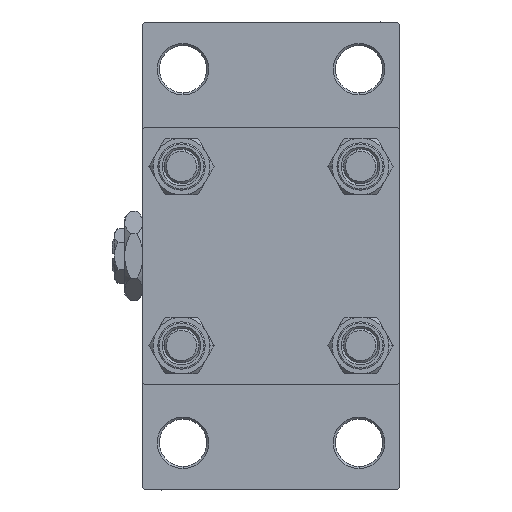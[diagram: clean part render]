
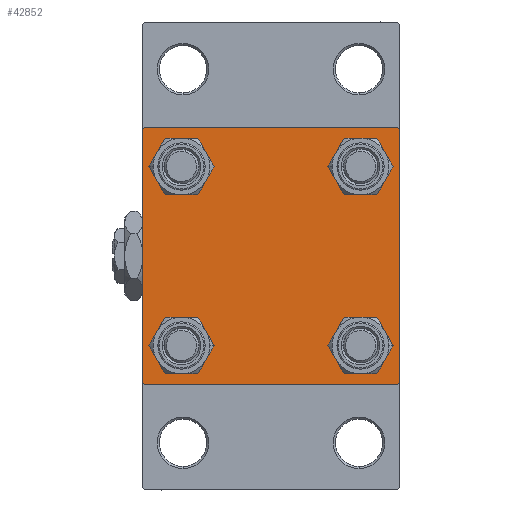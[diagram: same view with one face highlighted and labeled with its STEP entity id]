
A CAD part, left-side view. The second image highlights one B-rep face of the part: STEP entity #42852.
In plain terms, the highlighted planar face has unit normal (-1, 0, 0).
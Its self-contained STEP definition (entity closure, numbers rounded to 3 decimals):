
#776 = CARTESIAN_POINT ( 'NONE',  ( 0., -29.5, 30. ) ) ;
#852 = VERTEX_POINT ( 'NONE', #34222 ) ;
#1060 = EDGE_CURVE ( 'NONE', #49407, #23649, #20126, .T. ) ;
#1560 = VERTEX_POINT ( 'NONE', #10739 ) ;
#1762 = CIRCLE ( 'NONE', #17814, 4.5 ) ;
#1901 = VERTEX_POINT ( 'NONE', #28421 ) ;
#2409 = DIRECTION ( 'NONE',  ( 0., 0., 1. ) ) ;
#2477 = DIRECTION ( 'NONE',  ( 0., 0.707, 0.707 ) ) ;
#2530 = DIRECTION ( 'NONE',  ( 0., 0., -1. ) ) ;
#3307 = DIRECTION ( 'NONE',  ( 1., 0., 0. ) ) ;
#3536 = ORIENTED_EDGE ( 'NONE', *, *, #12032, .T. ) ;
#3603 = EDGE_LOOP ( 'NONE', ( #22191, #18686 ) ) ;
#4028 = VECTOR ( 'NONE', #2530, 1000. ) ;
#4268 = VERTEX_POINT ( 'NONE', #22343 ) ;
#4627 = CIRCLE ( 'NONE', #38370, 4.5 ) ;
#4780 = CARTESIAN_POINT ( 'NONE',  ( 0., 29.75, -29.75 ) ) ;
#6046 = FACE_BOUND ( 'NONE', #21743, .T. ) ;
#6305 = EDGE_CURVE ( 'NONE', #852, #4268, #10355, .T. ) ;
#9046 = VECTOR ( 'NONE', #36813, 1000. ) ;
#9574 = CARTESIAN_POINT ( 'NONE',  ( 0., 0., 0. ) ) ;
#9914 = VECTOR ( 'NONE', #27831, 1000. ) ;
#10355 = LINE ( 'NONE', #25692, #18429 ) ;
#10552 = VERTEX_POINT ( 'NONE', #41717 ) ;
#10620 = CARTESIAN_POINT ( 'NONE',  ( 0., -20.85, -16.35 ) ) ;
#10638 = DIRECTION ( 'NONE',  ( 1., 0., 0. ) ) ;
#10689 = CARTESIAN_POINT ( 'NONE',  ( 0., -20.85, 20.85 ) ) ;
#10724 = EDGE_CURVE ( 'NONE', #1560, #48635, #30640, .T. ) ;
#10739 = CARTESIAN_POINT ( 'NONE',  ( 0., -20.85, -25.35 ) ) ;
#11108 = ORIENTED_EDGE ( 'NONE', *, *, #42129, .F. ) ;
#11118 = CARTESIAN_POINT ( 'NONE',  ( 0., 20.85, -20.85 ) ) ;
#12032 = EDGE_CURVE ( 'NONE', #31726, #31298, #42599, .T. ) ;
#12190 = DIRECTION ( 'NONE',  ( 0., 0., 1. ) ) ;
#12434 = EDGE_CURVE ( 'NONE', #4268, #49407, #37485, .T. ) ;
#12516 = CARTESIAN_POINT ( 'NONE',  ( 0., -29.75, -29.75 ) ) ;
#13473 = EDGE_CURVE ( 'NONE', #43034, #42707, #44244, .T. ) ;
#14588 = FACE_OUTER_BOUND ( 'NONE', #42335, .T. ) ;
#14771 = EDGE_LOOP ( 'NONE', ( #26974, #21504 ) ) ;
#14958 = EDGE_LOOP ( 'NONE', ( #3536, #23171 ) ) ;
#15145 = CARTESIAN_POINT ( 'NONE',  ( 0., 20.85, 25.35 ) ) ;
#15530 = CARTESIAN_POINT ( 'NONE',  ( 0., 29.5, -30. ) ) ;
#16123 = AXIS2_PLACEMENT_3D ( 'NONE', #11118, #10638, #44842 ) ;
#16278 = LINE ( 'NONE', #12516, #9914 ) ;
#16324 = CARTESIAN_POINT ( 'NONE',  ( 0., -20.85, -20.85 ) ) ;
#16408 = LINE ( 'NONE', #39541, #33262 ) ;
#17044 = AXIS2_PLACEMENT_3D ( 'NONE', #16324, #31653, #47002 ) ;
#17633 = CARTESIAN_POINT ( 'NONE',  ( 0., 30., 30. ) ) ;
#17814 = AXIS2_PLACEMENT_3D ( 'NONE', #45392, #33103, #2409 ) ;
#17852 = ORIENTED_EDGE ( 'NONE', *, *, #47520, .T. ) ;
#17860 = FACE_BOUND ( 'NONE', #3603, .T. ) ;
#18258 = EDGE_CURVE ( 'NONE', #48317, #10552, #4627, .T. ) ;
#18429 = VECTOR ( 'NONE', #41024, 1000. ) ;
#18580 = CARTESIAN_POINT ( 'NONE',  ( 0., -20.85, -20.85 ) ) ;
#18686 = ORIENTED_EDGE ( 'NONE', *, *, #30429, .T. ) ;
#19123 = VERTEX_POINT ( 'NONE', #41601 ) ;
#19210 = DIRECTION ( 'NONE',  ( 1., 0., 0. ) ) ;
#19450 = AXIS2_PLACEMENT_3D ( 'NONE', #9574, #40261, #21873 ) ;
#19958 = ORIENTED_EDGE ( 'NONE', *, *, #33714, .T. ) ;
#20126 = LINE ( 'NONE', #4780, #20665 ) ;
#20665 = VECTOR ( 'NONE', #35479, 1000. ) ;
#20885 = ORIENTED_EDGE ( 'NONE', *, *, #21042, .T. ) ;
#21042 = EDGE_CURVE ( 'NONE', #48635, #1560, #35263, .T. ) ;
#21085 = CIRCLE ( 'NONE', #37129, 4.5 ) ;
#21504 = ORIENTED_EDGE ( 'NONE', *, *, #18258, .T. ) ;
#21639 = EDGE_CURVE ( 'NONE', #31298, #31726, #41699, .T. ) ;
#21743 = EDGE_LOOP ( 'NONE', ( #20885, #31744 ) ) ;
#21843 = CARTESIAN_POINT ( 'NONE',  ( 0., -29.75, 29.75 ) ) ;
#21873 = DIRECTION ( 'NONE',  ( 0., 0., 1. ) ) ;
#21996 = CARTESIAN_POINT ( 'NONE',  ( 0., -30., 30. ) ) ;
#22120 = FACE_BOUND ( 'NONE', #14771, .T. ) ;
#22191 = ORIENTED_EDGE ( 'NONE', *, *, #30261, .T. ) ;
#22343 = CARTESIAN_POINT ( 'NONE',  ( 0., 30., 29.5 ) ) ;
#22350 = DIRECTION ( 'NONE',  ( 1., 0., 0. ) ) ;
#23171 = ORIENTED_EDGE ( 'NONE', *, *, #21639, .T. ) ;
#23478 = DIRECTION ( 'NONE',  ( 0., 0., 1. ) ) ;
#23522 = AXIS2_PLACEMENT_3D ( 'NONE', #45284, #48821, #41750 ) ;
#23649 = VERTEX_POINT ( 'NONE', #15530 ) ;
#24111 = CARTESIAN_POINT ( 'NONE',  ( 0., -30., 29.5 ) ) ;
#24832 = AXIS2_PLACEMENT_3D ( 'NONE', #18580, #22350, #30132 ) ;
#24991 = CARTESIAN_POINT ( 'NONE',  ( 0., 30., -29.5 ) ) ;
#24998 = LINE ( 'NONE', #36574, #9046 ) ;
#25692 = CARTESIAN_POINT ( 'NONE',  ( 0., 29.75, 29.75 ) ) ;
#25952 = DIRECTION ( 'NONE',  ( 0., 0., 1. ) ) ;
#26175 = ORIENTED_EDGE ( 'NONE', *, *, #13473, .T. ) ;
#26974 = ORIENTED_EDGE ( 'NONE', *, *, #40419, .T. ) ;
#26982 = DIRECTION ( 'NONE',  ( 1., 0., 0. ) ) ;
#27445 = DIRECTION ( 'NONE',  ( 0., -1., 0. ) ) ;
#27570 = CARTESIAN_POINT ( 'NONE',  ( 0., -30., -29.5 ) ) ;
#27831 = DIRECTION ( 'NONE',  ( 0., -0.707, 0.707 ) ) ;
#28421 = CARTESIAN_POINT ( 'NONE',  ( 0., 20.85, 16.35 ) ) ;
#28990 = ORIENTED_EDGE ( 'NONE', *, *, #6305, .T. ) ;
#29414 = FACE_BOUND ( 'NONE', #14958, .T. ) ;
#30132 = DIRECTION ( 'NONE',  ( 0., 0., 1. ) ) ;
#30261 = EDGE_CURVE ( 'NONE', #32932, #1901, #1762, .T. ) ;
#30429 = EDGE_CURVE ( 'NONE', #1901, #32932, #21085, .T. ) ;
#30640 = CIRCLE ( 'NONE', #17044, 4.5 ) ;
#31137 = VERTEX_POINT ( 'NONE', #27570 ) ;
#31298 = VERTEX_POINT ( 'NONE', #38891 ) ;
#31391 = ORIENTED_EDGE ( 'NONE', *, *, #31932, .F. ) ;
#31653 = DIRECTION ( 'NONE',  ( 1., 0., 0. ) ) ;
#31726 = VERTEX_POINT ( 'NONE', #42333 ) ;
#31744 = ORIENTED_EDGE ( 'NONE', *, *, #10724, .T. ) ;
#31932 = EDGE_CURVE ( 'NONE', #852, #42707, #24998, .T. ) ;
#32268 = ORIENTED_EDGE ( 'NONE', *, *, #12434, .T. ) ;
#32932 = VERTEX_POINT ( 'NONE', #15145 ) ;
#33103 = DIRECTION ( 'NONE',  ( 1., 0., 0. ) ) ;
#33262 = VECTOR ( 'NONE', #27445, 1000. ) ;
#33714 = EDGE_CURVE ( 'NONE', #19123, #31137, #16278, .T. ) ;
#34222 = CARTESIAN_POINT ( 'NONE',  ( 0., 29.5, 30. ) ) ;
#35263 = CIRCLE ( 'NONE', #24832, 4.5 ) ;
#35479 = DIRECTION ( 'NONE',  ( 0., -0.707, -0.707 ) ) ;
#36574 = CARTESIAN_POINT ( 'NONE',  ( 0., 30., 30. ) ) ;
#36645 = VECTOR ( 'NONE', #2477, 1000. ) ;
#36813 = DIRECTION ( 'NONE',  ( 0., -1., 0. ) ) ;
#37129 = AXIS2_PLACEMENT_3D ( 'NONE', #46628, #19210, #12190 ) ;
#37485 = LINE ( 'NONE', #17633, #4028 ) ;
#38370 = AXIS2_PLACEMENT_3D ( 'NONE', #10689, #26982, #23478 ) ;
#38891 = CARTESIAN_POINT ( 'NONE',  ( 0., 20.85, -25.35 ) ) ;
#39541 = CARTESIAN_POINT ( 'NONE',  ( 0., 30., -30. ) ) ;
#40134 = CARTESIAN_POINT ( 'NONE',  ( 0., -20.85, 16.35 ) ) ;
#40261 = DIRECTION ( 'NONE',  ( -1., 0., 0. ) ) ;
#40419 = EDGE_CURVE ( 'NONE', #10552, #48317, #45205, .T. ) ;
#41024 = DIRECTION ( 'NONE',  ( 0., 0.707, -0.707 ) ) ;
#41108 = LINE ( 'NONE', #21996, #46826 ) ;
#41351 = DIRECTION ( 'NONE',  ( 0., 0., -1. ) ) ;
#41601 = CARTESIAN_POINT ( 'NONE',  ( 0., -29.5, -30. ) ) ;
#41699 = CIRCLE ( 'NONE', #42512, 4.5 ) ;
#41717 = CARTESIAN_POINT ( 'NONE',  ( 0., -20.85, 25.35 ) ) ;
#41750 = DIRECTION ( 'NONE',  ( 0., 0., 1. ) ) ;
#42129 = EDGE_CURVE ( 'NONE', #43034, #31137, #41108, .T. ) ;
#42333 = CARTESIAN_POINT ( 'NONE',  ( 0., 20.85, -16.35 ) ) ;
#42335 = EDGE_LOOP ( 'NONE', ( #32268, #49048, #17852, #19958, #11108, #26175, #31391, #28990 ) ) ;
#42512 = AXIS2_PLACEMENT_3D ( 'NONE', #49565, #3307, #25952 ) ;
#42599 = CIRCLE ( 'NONE', #16123, 4.5 ) ;
#42707 = VERTEX_POINT ( 'NONE', #776 ) ;
#42852 = ADVANCED_FACE ( 'NONE', ( #22120, #6046, #29414, #17860, #14588 ), #44022, .T. ) ;
#43034 = VERTEX_POINT ( 'NONE', #24111 ) ;
#44022 = PLANE ( 'NONE',  #19450 ) ;
#44244 = LINE ( 'NONE', #21843, #36645 ) ;
#44842 = DIRECTION ( 'NONE',  ( 0., 0., 1. ) ) ;
#45205 = CIRCLE ( 'NONE', #23522, 4.5 ) ;
#45284 = CARTESIAN_POINT ( 'NONE',  ( 0., -20.85, 20.85 ) ) ;
#45392 = CARTESIAN_POINT ( 'NONE',  ( 0., 20.85, 20.85 ) ) ;
#46628 = CARTESIAN_POINT ( 'NONE',  ( 0., 20.85, 20.85 ) ) ;
#46826 = VECTOR ( 'NONE', #41351, 1000. ) ;
#47002 = DIRECTION ( 'NONE',  ( 0., 0., 1. ) ) ;
#47520 = EDGE_CURVE ( 'NONE', #23649, #19123, #16408, .T. ) ;
#48317 = VERTEX_POINT ( 'NONE', #40134 ) ;
#48635 = VERTEX_POINT ( 'NONE', #10620 ) ;
#48821 = DIRECTION ( 'NONE',  ( 1., 0., 0. ) ) ;
#49048 = ORIENTED_EDGE ( 'NONE', *, *, #1060, .T. ) ;
#49407 = VERTEX_POINT ( 'NONE', #24991 ) ;
#49565 = CARTESIAN_POINT ( 'NONE',  ( 0., 20.85, -20.85 ) ) ;
